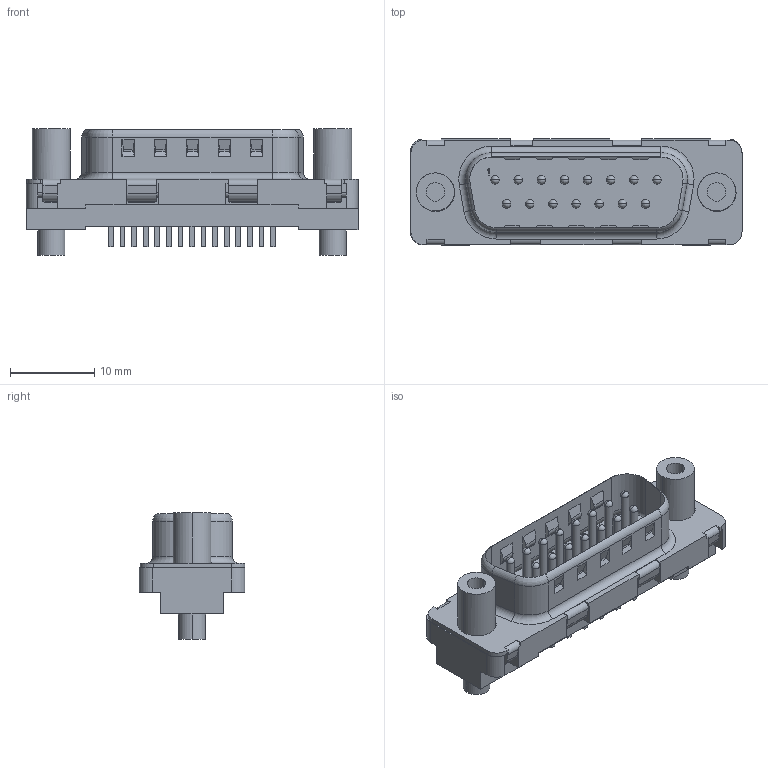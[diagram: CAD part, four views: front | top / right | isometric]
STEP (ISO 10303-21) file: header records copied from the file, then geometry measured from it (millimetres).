
FILE_DESCRIPTION((''),'2;1');
FILE_NAME('FCI_D15P24A4GV00LF.stp','2008-06-06T17:38:29',(''),(''),'Mechanical Desktop 2008','Mechanical Desktop 2008',', , ');
FILE_SCHEMA(('AUTOMOTIVE_DESIGN { 1 2 10303 214 1 1 1 1 }'));
Length unit declared in the file: millimetre
Products named in the file (1): Product
Bounding box: 39.32 x 12.55 x 15 mm (x, y, z)
Volume: 2622.2 mm3; surface area: 3231.6 mm2
Topology: 1 solids, 1 shells, 525 faces, 1371 edges, 873 vertices
Faces by surface type: plane 355, cylinder 128, sphere 30, torus 12
Entity records: 15864 total; most frequent: CARTESIAN_POINT 2900, ORIENTED_EDGE 2682, DIRECTION 2629, EDGE_CURVE 1341, VECTOR 1025, LINE 1025, VERTEX_POINT 873, AXIS2_PLACEMENT_3D 802
